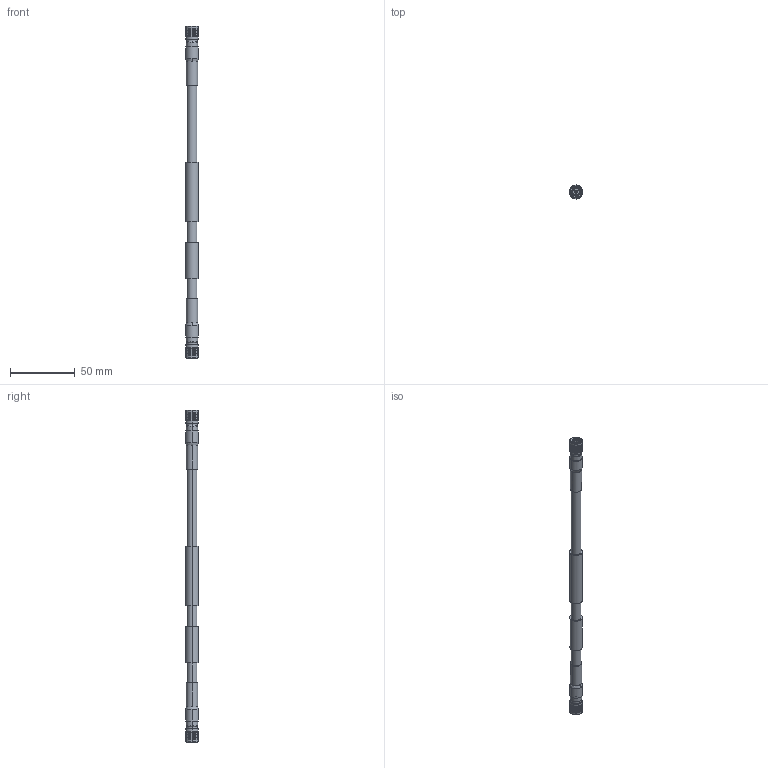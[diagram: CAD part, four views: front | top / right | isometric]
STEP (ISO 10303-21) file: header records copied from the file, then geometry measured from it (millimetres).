
FILE_DESCRIPTION (( 'STEP AP214' ), '1' );
FILE_NAME ('FMCA2281.step', '2021-02-09T19:12:17', ( '' ), ( '' ), 'SwSTEP 2.0', 'SolidWorks 2018', '' );
FILE_SCHEMA (( 'AUTOMOTIVE_DESIGN' ));
Length unit declared in the file: inch
Products named in the file (4): FMCN1722^FMCA2281; Heat Shrink^FMCA2281; FMCA2281; FM-1/4SFHC^FMCA2281
Assembly tree (5 placements, depth 2):
  FMCA2281
    FM-1/4SFHC^FMCA2281
    Heat Shrink^FMCA2281  x2
    FMCN1722^FMCA2281  x2
Bounding box: 10.5 x 10.5 x 256.97 mm (x, y, z)
Volume: 15776.9 mm3; surface area: 9891.7 mm2
Topology: 5 solids, 5 shells, 354 faces, 850 edges, 514 vertices
Faces by surface type: cylinder 146, cone 106, plane 94, bspline 4, torus 4
Entity records: 5677 total; most frequent: CARTESIAN_POINT 1106, DIRECTION 997, ORIENTED_EDGE 880, EDGE_CURVE 440, AXIS2_PLACEMENT_3D 402, VERTEX_POINT 267, CIRCLE 211, EDGE_LOOP 205
